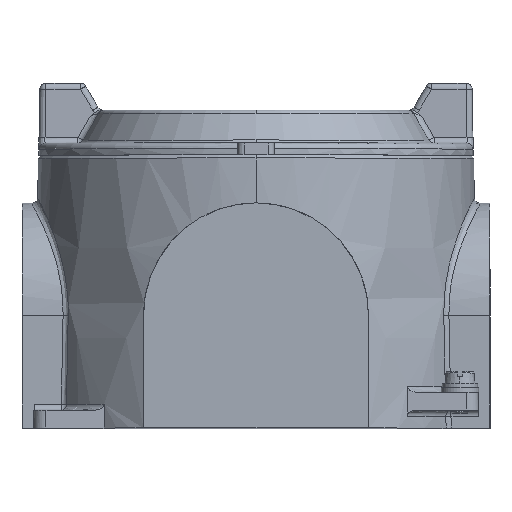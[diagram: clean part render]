
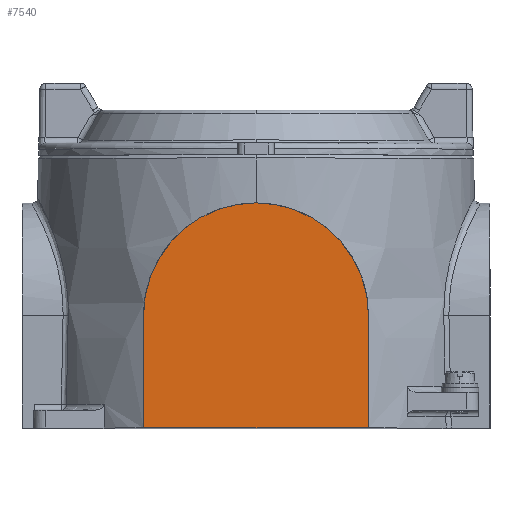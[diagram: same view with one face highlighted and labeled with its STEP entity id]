
A CAD part, top view. The second image highlights one B-rep face of the part: STEP entity #7540.
In plain terms, the highlighted planar face has unit normal (0, 0, 1).
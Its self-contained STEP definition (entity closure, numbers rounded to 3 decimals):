
#296 = DIRECTION ( 'NONE',  ( 1., 0., 0. ) ) ;
#1365 = LINE ( 'NONE', #9526, #8722 ) ;
#1829 = CARTESIAN_POINT ( 'NONE',  ( 37.5, 0., 78. ) ) ;
#2243 = VECTOR ( 'NONE', #9712, 1000. ) ;
#3227 = CARTESIAN_POINT ( 'NONE',  ( -37.5, 37.5, 78. ) ) ;
#3438 = VERTEX_POINT ( 'NONE', #1829 ) ;
#3769 = CIRCLE ( 'NONE', #8648, 37.5 ) ;
#3778 = CARTESIAN_POINT ( 'NONE',  ( 37.5, 0., 78. ) ) ;
#3819 = VERTEX_POINT ( 'NONE', #4116 ) ;
#3890 = LINE ( 'NONE', #7168, #11520 ) ;
#4116 = CARTESIAN_POINT ( 'NONE',  ( -37.5, 0., 78. ) ) ;
#4350 = CARTESIAN_POINT ( 'NONE',  ( 0., 37.5, 78. ) ) ;
#4929 = VERTEX_POINT ( 'NONE', #3227 ) ;
#5116 = DIRECTION ( 'NONE',  ( 1., 0., 0. ) ) ;
#5317 = PLANE ( 'NONE',  #12146 ) ;
#5946 = EDGE_CURVE ( 'NONE', #4929, #6274, #3769, .T. ) ;
#6079 = CARTESIAN_POINT ( 'NONE',  ( 37.5, 37.5, 78. ) ) ;
#6116 = DIRECTION ( 'NONE',  ( 0., 0., 1. ) ) ;
#6207 = DIRECTION ( 'NONE',  ( 0., 1., 0. ) ) ;
#6274 = VERTEX_POINT ( 'NONE', #6079 ) ;
#6859 = EDGE_CURVE ( 'NONE', #3438, #3819, #1365, .T. ) ;
#6996 = EDGE_LOOP ( 'NONE', ( #11408, #10210, #9300, #9510 ) ) ;
#7008 = FACE_OUTER_BOUND ( 'NONE', #6996, .T. ) ;
#7168 = CARTESIAN_POINT ( 'NONE',  ( -37.5, 0., 78. ) ) ;
#7540 = ADVANCED_FACE ( 'NONE', ( #7008 ), #5317, .T. ) ;
#8270 = DIRECTION ( 'NONE',  ( -1., 0., 0. ) ) ;
#8648 = AXIS2_PLACEMENT_3D ( 'NONE', #4350, #11303, #296 ) ;
#8722 = VECTOR ( 'NONE', #8270, 1000. ) ;
#9300 = ORIENTED_EDGE ( 'NONE', *, *, #10038, .F. ) ;
#9510 = ORIENTED_EDGE ( 'NONE', *, *, #6859, .F. ) ;
#9526 = CARTESIAN_POINT ( 'NONE',  ( 37.5, 0., 78. ) ) ;
#9712 = DIRECTION ( 'NONE',  ( 0., -1., 0. ) ) ;
#10038 = EDGE_CURVE ( 'NONE', #3819, #4929, #3890, .T. ) ;
#10210 = ORIENTED_EDGE ( 'NONE', *, *, #5946, .F. ) ;
#11085 = CARTESIAN_POINT ( 'NONE',  ( 0., 37.5, 78. ) ) ;
#11303 = DIRECTION ( 'NONE',  ( 0., 0., -1. ) ) ;
#11408 = ORIENTED_EDGE ( 'NONE', *, *, #12358, .F. ) ;
#11520 = VECTOR ( 'NONE', #6207, 1000. ) ;
#12146 = AXIS2_PLACEMENT_3D ( 'NONE', #11085, #6116, #5116 ) ;
#12358 = EDGE_CURVE ( 'NONE', #6274, #3438, #12894, .T. ) ;
#12894 = LINE ( 'NONE', #3778, #2243 ) ;
